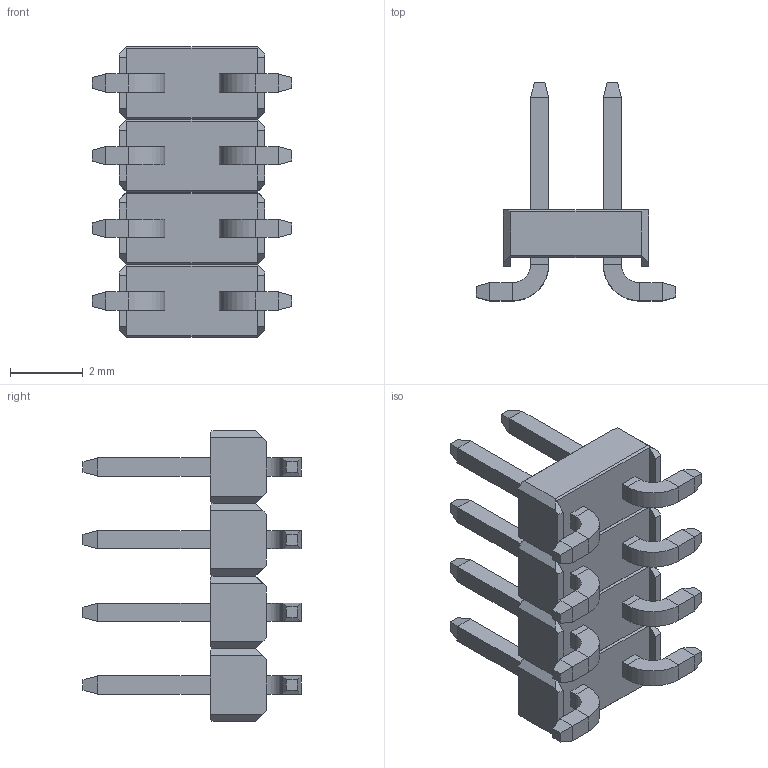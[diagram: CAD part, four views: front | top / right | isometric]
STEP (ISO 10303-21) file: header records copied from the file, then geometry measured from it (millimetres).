
FILE_DESCRIPTION (( 'STEP AP214' ), '1' );
FILE_NAME ('2x4 2.0MM MALE SMD.STEP', '2021-10-12T08:35:28', ( '' ), ( '' ), 'SwSTEP 2.0', 'SolidWorks 2019', '' );
FILE_SCHEMA (( 'AUTOMOTIVE_DESIGN' ));
Length unit declared in the file: millimetre
Products named in the file (1): 2x4 2.0MM MALE SMD
Bounding box: 5.5 x 6 x 8 mm (x, y, z)
Volume: 53 mm3; surface area: 217.7 mm2
Topology: 4 solids, 4 shells, 280 faces, 640 edges, 384 vertices
Faces by surface type: plane 264, cylinder 16
Entity records: 10713 total; most frequent: CARTESIAN_POINT 1305, ORIENTED_EDGE 1280, DIRECTION 1234, EDGE_CURVE 640, LINE 608, VECTOR 608, VERTEX_POINT 384, AXIS2_PLACEMENT_3D 313
